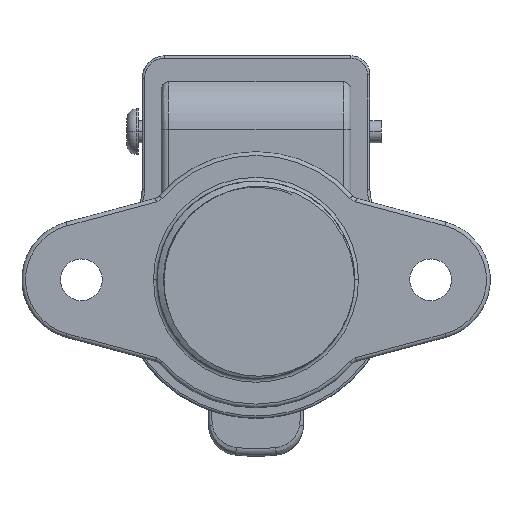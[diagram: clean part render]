
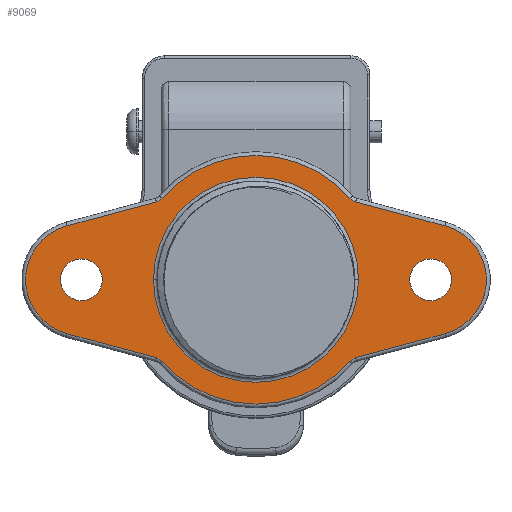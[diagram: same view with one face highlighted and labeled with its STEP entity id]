
A CAD part, front view. The second image highlights one B-rep face of the part: STEP entity #9069.
In plain terms, the highlighted planar face has unit normal (0, -1, 0).
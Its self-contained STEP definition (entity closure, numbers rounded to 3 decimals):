
#1=DIRECTION('',(0.966,0.,0.259));
#2=VECTOR('',#1,12.197);
#3=CARTESIAN_POINT('',(13.121,0.,-10.256));
#4=LINE('',#3,#2);
#5=CARTESIAN_POINT('',(13.509,0.,-11.705));
#6=DIRECTION('',(0.,1.,0.));
#7=DIRECTION('',(-0.756,0.,0.655));
#8=AXIS2_PLACEMENT_3D('',#5,#6,#7);
#10=CARTESIAN_POINT('',(0.,0.,0.));
#11=DIRECTION('',(0.,-1.,0.));
#12=DIRECTION('',(-0.756,0.,-0.655));
#13=AXIS2_PLACEMENT_3D('',#10,#11,#12);
#15=CARTESIAN_POINT('',(-13.509,0.,-11.705));
#16=DIRECTION('',(0.,1.,0.));
#17=DIRECTION('',(0.259,0.,0.966));
#18=AXIS2_PLACEMENT_3D('',#15,#16,#17);
#20=DIRECTION('',(0.966,0.,-0.259));
#21=VECTOR('',#20,12.197);
#22=CARTESIAN_POINT('',(-24.902,0.,-7.1));
#23=LINE('',#22,#21);
#24=CARTESIAN_POINT('',(-23.,0.,0.));
#25=DIRECTION('',(0.,-1.,0.));
#26=DIRECTION('',(-0.259,0.,0.966));
#27=AXIS2_PLACEMENT_3D('',#24,#25,#26);
#29=DIRECTION('',(-0.966,0.,-0.259));
#30=VECTOR('',#29,12.197);
#31=CARTESIAN_POINT('',(-13.121,0.,10.256));
#32=LINE('',#31,#30);
#33=CARTESIAN_POINT('',(-13.509,0.,11.705));
#34=DIRECTION('',(0.,1.,0.));
#35=DIRECTION('',(0.756,0.,-0.655));
#36=AXIS2_PLACEMENT_3D('',#33,#34,#35);
#38=CARTESIAN_POINT('',(0.,0.,0.));
#39=DIRECTION('',(0.,-1.,0.));
#40=DIRECTION('',(0.756,0.,0.655));
#41=AXIS2_PLACEMENT_3D('',#38,#39,#40);
#43=CARTESIAN_POINT('',(13.509,0.,11.705));
#44=DIRECTION('',(0.,1.,0.));
#45=DIRECTION('',(-0.259,0.,-0.966));
#46=AXIS2_PLACEMENT_3D('',#43,#44,#45);
#48=DIRECTION('',(-0.966,0.,0.259));
#49=VECTOR('',#48,12.197);
#50=CARTESIAN_POINT('',(24.902,0.,7.1));
#51=LINE('',#50,#49);
#52=CARTESIAN_POINT('',(23.,0.,0.));
#53=DIRECTION('',(0.,-1.,0.));
#54=DIRECTION('',(0.259,0.,-0.966));
#55=AXIS2_PLACEMENT_3D('',#52,#53,#54);
#57=CARTESIAN_POINT('',(23.,0.,0.));
#58=DIRECTION('',(0.,-1.,0.));
#59=DIRECTION('',(1.,0.,0.));
#60=AXIS2_PLACEMENT_3D('',#57,#58,#59);
#62=CARTESIAN_POINT('',(23.,0.,0.));
#63=DIRECTION('',(0.,-1.,0.));
#64=DIRECTION('',(-1.,0.,0.));
#65=AXIS2_PLACEMENT_3D('',#62,#63,#64);
#67=CARTESIAN_POINT('',(-23.,0.,0.));
#68=DIRECTION('',(0.,-1.,0.));
#69=DIRECTION('',(1.,0.,0.));
#70=AXIS2_PLACEMENT_3D('',#67,#68,#69);
#72=CARTESIAN_POINT('',(-23.,0.,0.));
#73=DIRECTION('',(0.,-1.,0.));
#74=DIRECTION('',(-1.,0.,0.));
#75=AXIS2_PLACEMENT_3D('',#72,#73,#74);
#77=CARTESIAN_POINT('',(0.,0.,0.));
#78=DIRECTION('',(0.,-1.,0.));
#79=DIRECTION('',(1.,0.,0.));
#80=AXIS2_PLACEMENT_3D('',#77,#78,#79);
#82=CARTESIAN_POINT('',(0.,0.,0.));
#83=DIRECTION('',(0.,-1.,0.));
#84=DIRECTION('',(-1.,0.,0.));
#85=AXIS2_PLACEMENT_3D('',#82,#83,#84);
#7779=CARTESIAN_POINT('',(25.75,0.,0.));
#7780=CARTESIAN_POINT('',(20.25,0.,0.));
#7781=VERTEX_POINT('',#7779);
#7782=VERTEX_POINT('',#7780);
#7783=CARTESIAN_POINT('',(-20.25,0.,0.));
#7784=CARTESIAN_POINT('',(-25.75,0.,0.));
#7785=VERTEX_POINT('',#7783);
#7786=VERTEX_POINT('',#7784);
#7955=CARTESIAN_POINT('',(13.5,0.,0.));
#7956=CARTESIAN_POINT('',(-13.5,0.,0.));
#7957=VERTEX_POINT('',#7955);
#7958=VERTEX_POINT('',#7956);
#8003=CARTESIAN_POINT('',(13.121,0.,-10.256));
#8004=CARTESIAN_POINT('',(24.902,0.,-7.1));
#8005=VERTEX_POINT('',#8003);
#8006=VERTEX_POINT('',#8004);
#8011=CARTESIAN_POINT('',(24.902,0.,7.1));
#8012=VERTEX_POINT('',#8011);
#8015=CARTESIAN_POINT('',(13.121,0.,10.256));
#8016=VERTEX_POINT('',#8015);
#8019=CARTESIAN_POINT('',(-13.121,0.,10.256));
#8020=CARTESIAN_POINT('',(-24.902,0.,7.1));
#8021=VERTEX_POINT('',#8019);
#8022=VERTEX_POINT('',#8020);
#8027=CARTESIAN_POINT('',(-24.902,0.,-7.1));
#8028=VERTEX_POINT('',#8027);
#8031=CARTESIAN_POINT('',(-13.121,0.,-10.256));
#8032=VERTEX_POINT('',#8031);
#8035=CARTESIAN_POINT('',(-12.376,0.,-10.723));
#8036=CARTESIAN_POINT('',(12.376,0.,-10.723));
#8037=VERTEX_POINT('',#8035);
#8038=VERTEX_POINT('',#8036);
#8081=CARTESIAN_POINT('',(12.376,0.,10.723));
#8082=VERTEX_POINT('',#8081);
#8085=CARTESIAN_POINT('',(-12.376,0.,10.723));
#8086=VERTEX_POINT('',#8085);
#9020=CARTESIAN_POINT('',(0.,0.,0.));
#9021=DIRECTION('',(0.,1.,0.));
#9022=DIRECTION('',(1.,0.,0.));
#9023=AXIS2_PLACEMENT_3D('',#9020,#9021,#9022);
#9024=PLANE('',#9023);
#9026=ORIENTED_EDGE('',*,*,#9025,.F.);
#9028=ORIENTED_EDGE('',*,*,#9027,.F.);
#9030=ORIENTED_EDGE('',*,*,#9029,.F.);
#9032=ORIENTED_EDGE('',*,*,#9031,.F.);
#9034=ORIENTED_EDGE('',*,*,#9033,.F.);
#9036=ORIENTED_EDGE('',*,*,#9035,.F.);
#9038=ORIENTED_EDGE('',*,*,#9037,.F.);
#9040=ORIENTED_EDGE('',*,*,#9039,.F.);
#9042=ORIENTED_EDGE('',*,*,#9041,.F.);
#9044=ORIENTED_EDGE('',*,*,#9043,.F.);
#9046=ORIENTED_EDGE('',*,*,#9045,.F.);
#9048=ORIENTED_EDGE('',*,*,#9047,.F.);
#9049=EDGE_LOOP('',(#9026,#9028,#9030,#9032,#9034,#9036,#9038,#9040,#9042,#9044,
#9046,#9048));
#9050=FACE_OUTER_BOUND('',#9049,.F.);
#9052=ORIENTED_EDGE('',*,*,#9051,.T.);
#9054=ORIENTED_EDGE('',*,*,#9053,.T.);
#9055=EDGE_LOOP('',(#9052,#9054));
#9056=FACE_BOUND('',#9055,.F.);
#9058=ORIENTED_EDGE('',*,*,#9057,.T.);
#9060=ORIENTED_EDGE('',*,*,#9059,.T.);
#9061=EDGE_LOOP('',(#9058,#9060));
#9062=FACE_BOUND('',#9061,.F.);
#9064=ORIENTED_EDGE('',*,*,#9063,.T.);
#9066=ORIENTED_EDGE('',*,*,#9065,.T.);
#9067=EDGE_LOOP('',(#9064,#9066));
#9068=FACE_BOUND('',#9067,.F.);
#9069=ADVANCED_FACE('',(#9050,#9056,#9062,#9068),#9024,.F.);
#9=CIRCLE('',#8,1.5);
#14=CIRCLE('',#13,16.375);
#19=CIRCLE('',#18,1.5);
#28=CIRCLE('',#27,7.35);
#37=CIRCLE('',#36,1.5);
#42=CIRCLE('',#41,16.375);
#47=CIRCLE('',#46,1.5);
#56=CIRCLE('',#55,7.35);
#61=CIRCLE('',#60,2.75);
#66=CIRCLE('',#65,2.75);
#71=CIRCLE('',#70,2.75);
#76=CIRCLE('',#75,2.75);
#81=CIRCLE('',#80,13.5);
#86=CIRCLE('',#85,13.5);
#9025=EDGE_CURVE('',#8005,#8006,#4,.T.);
#9027=EDGE_CURVE('',#8038,#8005,#9,.T.);
#9029=EDGE_CURVE('',#8037,#8038,#14,.T.);
#9031=EDGE_CURVE('',#8032,#8037,#19,.T.);
#9033=EDGE_CURVE('',#8028,#8032,#23,.T.);
#9035=EDGE_CURVE('',#8022,#8028,#28,.T.);
#9037=EDGE_CURVE('',#8021,#8022,#32,.T.);
#9039=EDGE_CURVE('',#8086,#8021,#37,.T.);
#9041=EDGE_CURVE('',#8082,#8086,#42,.T.);
#9043=EDGE_CURVE('',#8016,#8082,#47,.T.);
#9045=EDGE_CURVE('',#8012,#8016,#51,.T.);
#9047=EDGE_CURVE('',#8006,#8012,#56,.T.);
#9051=EDGE_CURVE('',#7781,#7782,#61,.T.);
#9053=EDGE_CURVE('',#7782,#7781,#66,.T.);
#9057=EDGE_CURVE('',#7785,#7786,#71,.T.);
#9059=EDGE_CURVE('',#7786,#7785,#76,.T.);
#9063=EDGE_CURVE('',#7957,#7958,#81,.T.);
#9065=EDGE_CURVE('',#7958,#7957,#86,.T.);
